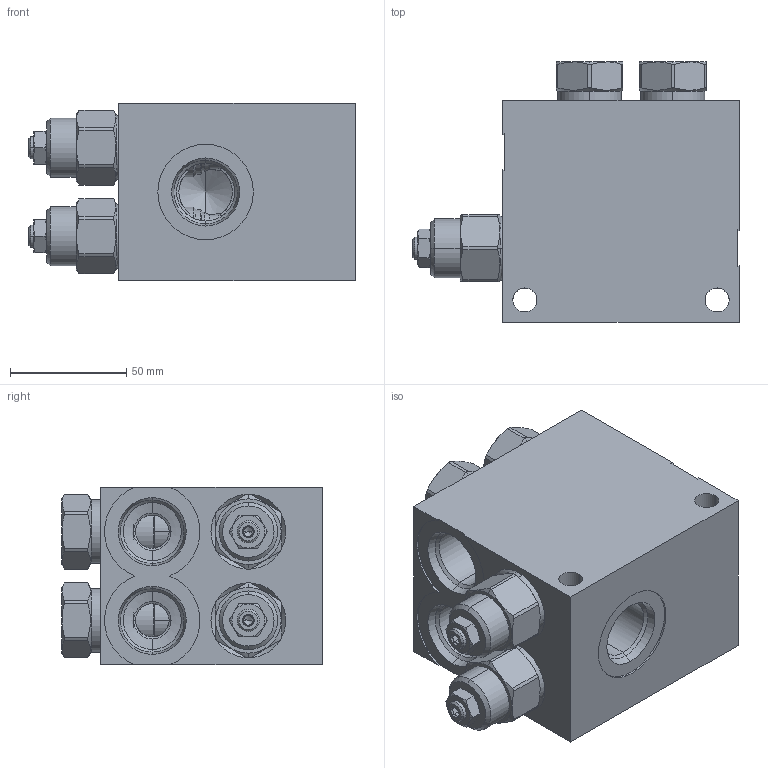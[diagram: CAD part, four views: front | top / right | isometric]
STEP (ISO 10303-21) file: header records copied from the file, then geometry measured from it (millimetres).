
FILE_DESCRIPTION((''),'2;1');
FILE_NAME('YCEGLHNAL_ASM','2023-04-24T',('ProEService'),(''),'PRO/ENGINEER BY PARAMETRIC TECHNOLOGY CORPORATION, 2014200','PRO/ENGINEER BY PARAMETRIC TECHNOLOGY CORPORATION, 2014200','');
FILE_SCHEMA(('CONFIG_CONTROL_DESIGN'));
Length unit declared in the file: inch
Products named in the file (7): 150-233-004; CXFAXAN; CXEDXAN; CBEALHN; CSZNXXN; A330-006-004; YCEGLHNAL_ASM
Assembly tree (9 placements, depth 2):
  YCEGLHNAL_ASM
    150-233-004
    CXFAXAN  x2
    CXEDXAN  x2
    CBEALHN  x2
    CSZNXXN
    A330-006-004
Bounding box: 140.26 x 111.91 x 76.2 mm (x, y, z)
Volume: 687161.6 mm3; surface area: 154279.8 mm2
Topology: 28 solids, 31 shells, 1625 faces, 4379 edges, 3106 vertices
Faces by surface type: cylinder 646, cone 321, torus 318, plane 302, revolution 36, sphere 2
Entity records: 39243 total; most frequent: CARTESIAN_POINT 11705, DIRECTION 6126, ORIENTED_EDGE 5000, EDGE_CURVE 2500, AXIS2_PLACEMENT_3D 2436, VERTEX_POINT 1537, CIRCLE 1373, VECTOR 1232
